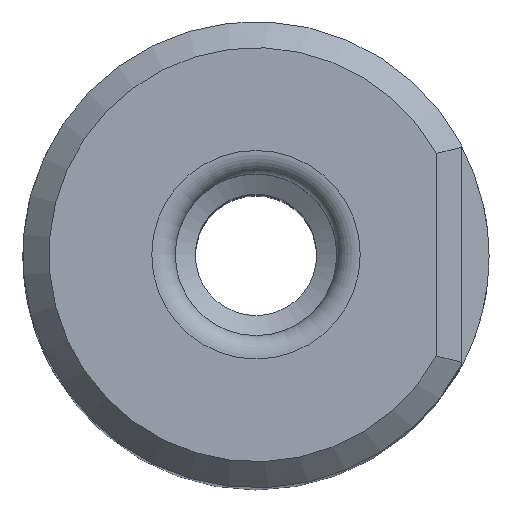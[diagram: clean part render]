
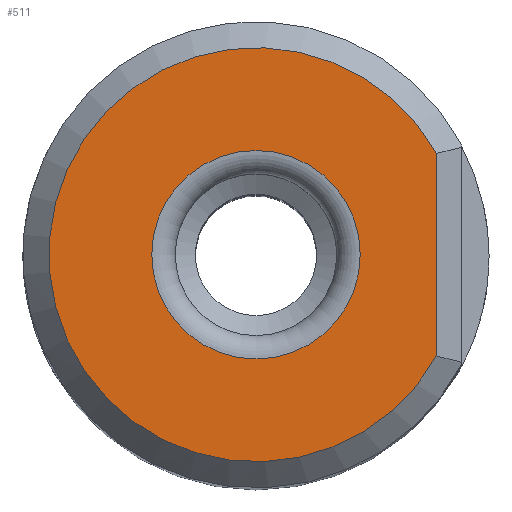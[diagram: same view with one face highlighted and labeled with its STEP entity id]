
A CAD part, top view. The second image highlights one B-rep face of the part: STEP entity #511.
In plain terms, the highlighted planar face has unit normal (0, 0, 1).
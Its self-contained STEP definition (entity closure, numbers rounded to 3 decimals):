
#23=PLANE('',#552);
#40=LINE('',#751,#49);
#49=VECTOR('',#626,1000.);
#84=ORIENTED_EDGE('',*,*,#153,.F.);
#85=ORIENTED_EDGE('',*,*,#148,.T.);
#86=ORIENTED_EDGE('',*,*,#154,.T.);
#148=EDGE_CURVE('',#184,#185,#207,.T.);
#153=EDGE_CURVE('',#188,#188,#208,.T.);
#154=EDGE_CURVE('',#185,#184,#40,.T.);
#184=VERTEX_POINT('',#728);
#185=VERTEX_POINT('',#729);
#188=VERTEX_POINT('',#750);
#207=CIRCLE('',#551,7.05);
#208=CIRCLE('',#553,3.55);
#231=EDGE_LOOP('',(#84));
#232=EDGE_LOOP('',(#85,#86));
#277=FACE_BOUND('',#231,.T.);
#278=FACE_BOUND('',#232,.T.);
#511=ADVANCED_FACE('',(#277,#278),#23,.F.);
#551=AXIS2_PLACEMENT_3D('',#727,#620,#621);
#552=AXIS2_PLACEMENT_3D('',#748,#622,#623);
#553=AXIS2_PLACEMENT_3D('',#749,#624,#625);
#620=DIRECTION('',(0.,0.,1.));
#621=DIRECTION('',(1.,0.,0.));
#622=DIRECTION('',(0.,0.,-1.));
#623=DIRECTION('',(-1.,0.,0.));
#624=DIRECTION('',(0.,0.,1.));
#625=DIRECTION('',(1.,0.,0.));
#626=DIRECTION('',(0.,1.,0.));
#727=CARTESIAN_POINT('',(0.,0.,58.6));
#728=CARTESIAN_POINT('',(6.15,3.447,58.6));
#729=CARTESIAN_POINT('',(6.15,-3.447,58.6));
#748=CARTESIAN_POINT('',(7.05,0.,58.6));
#749=CARTESIAN_POINT('',(0.,0.,58.6));
#750=CARTESIAN_POINT('',(3.55,0.,58.6));
#751=CARTESIAN_POINT('',(6.15,0.,58.6));
